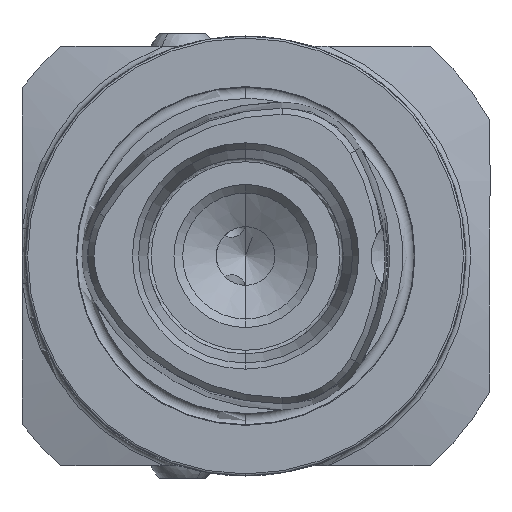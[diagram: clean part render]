
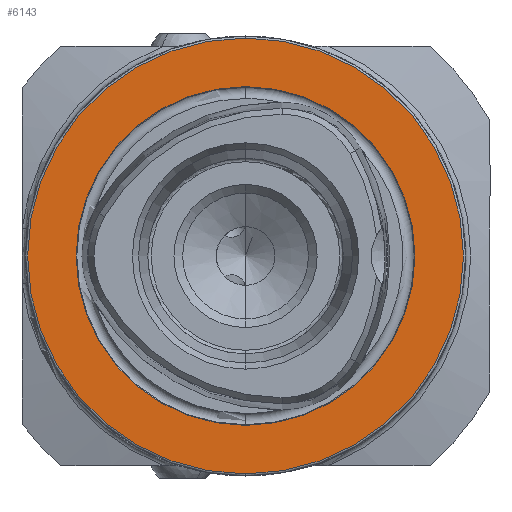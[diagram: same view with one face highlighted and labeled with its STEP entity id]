
A CAD part, left-side view. The second image highlights one B-rep face of the part: STEP entity #6143.
In plain terms, the highlighted planar face has unit normal (-1, 0, 0).
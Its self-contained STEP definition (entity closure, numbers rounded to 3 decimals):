
#12 = CIRCLE ( 'NONE', #1107, 31.2 ) ;
#199 = CARTESIAN_POINT ( 'NONE',  ( 0., 0., 24.25 ) ) ;
#681 = FACE_BOUND ( 'NONE', #700, .T. ) ;
#700 = EDGE_LOOP ( 'NONE', ( #2461, #3864 ) ) ;
#841 = AXIS2_PLACEMENT_3D ( 'NONE', #5636, #6170, #2882 ) ;
#1107 = AXIS2_PLACEMENT_3D ( 'NONE', #5091, #2446, #6156 ) ;
#1140 = ORIENTED_EDGE ( 'NONE', *, *, #2849, .T. ) ;
#1155 = CARTESIAN_POINT ( 'NONE',  ( 0., 0., 0. ) ) ;
#1492 = AXIS2_PLACEMENT_3D ( 'NONE', #1155, #4859, #3305 ) ;
#1503 = DIRECTION ( 'NONE',  ( -1., 0., 0. ) ) ;
#1651 = DIRECTION ( 'NONE',  ( 0., 0., 1. ) ) ;
#1880 = VERTEX_POINT ( 'NONE', #199 ) ;
#1932 = AXIS2_PLACEMENT_3D ( 'NONE', #2878, #6900, #1651 ) ;
#2394 = PLANE ( 'NONE',  #841 ) ;
#2446 = DIRECTION ( 'NONE',  ( -1., 0., 0. ) ) ;
#2461 = ORIENTED_EDGE ( 'NONE', *, *, #6860, .F. ) ;
#2579 = CARTESIAN_POINT ( 'NONE',  ( 0., 0., -31.2 ) ) ;
#2849 = EDGE_CURVE ( 'NONE', #2853, #3913, #6802, .T. ) ;
#2853 = VERTEX_POINT ( 'NONE', #2579 ) ;
#2878 = CARTESIAN_POINT ( 'NONE',  ( 0., 0., 0. ) ) ;
#2882 = DIRECTION ( 'NONE',  ( 0., 0., -1. ) ) ;
#2997 = FACE_OUTER_BOUND ( 'NONE', #3455, .T. ) ;
#3305 = DIRECTION ( 'NONE',  ( 0., 0., 1. ) ) ;
#3455 = EDGE_LOOP ( 'NONE', ( #6891, #1140 ) ) ;
#3864 = ORIENTED_EDGE ( 'NONE', *, *, #5444, .F. ) ;
#3913 = VERTEX_POINT ( 'NONE', #5739 ) ;
#3998 = VERTEX_POINT ( 'NONE', #6868 ) ;
#4654 = DIRECTION ( 'NONE',  ( 0., 0., 1. ) ) ;
#4859 = DIRECTION ( 'NONE',  ( -1., 0., 0. ) ) ;
#5091 = CARTESIAN_POINT ( 'NONE',  ( 0., 0., 0. ) ) ;
#5444 = EDGE_CURVE ( 'NONE', #3998, #1880, #6780, .T. ) ;
#5554 = CIRCLE ( 'NONE', #1932, 24.25 ) ;
#5636 = CARTESIAN_POINT ( 'NONE',  ( 0., 24.25, 0. ) ) ;
#5738 = EDGE_CURVE ( 'NONE', #3913, #2853, #12, .T. ) ;
#5739 = CARTESIAN_POINT ( 'NONE',  ( 0., 0., 31.2 ) ) ;
#5897 = AXIS2_PLACEMENT_3D ( 'NONE', #6236, #1503, #4654 ) ;
#6143 = ADVANCED_FACE ( 'NONE', ( #681, #2997 ), #2394, .F. ) ;
#6156 = DIRECTION ( 'NONE',  ( 0., 0., 1. ) ) ;
#6170 = DIRECTION ( 'NONE',  ( 1., 0., 0. ) ) ;
#6236 = CARTESIAN_POINT ( 'NONE',  ( 0., 0., 0. ) ) ;
#6780 = CIRCLE ( 'NONE', #1492, 24.25 ) ;
#6802 = CIRCLE ( 'NONE', #5897, 31.2 ) ;
#6860 = EDGE_CURVE ( 'NONE', #1880, #3998, #5554, .T. ) ;
#6868 = CARTESIAN_POINT ( 'NONE',  ( 0., 0., -24.25 ) ) ;
#6891 = ORIENTED_EDGE ( 'NONE', *, *, #5738, .T. ) ;
#6900 = DIRECTION ( 'NONE',  ( -1., 0., 0. ) ) ;
